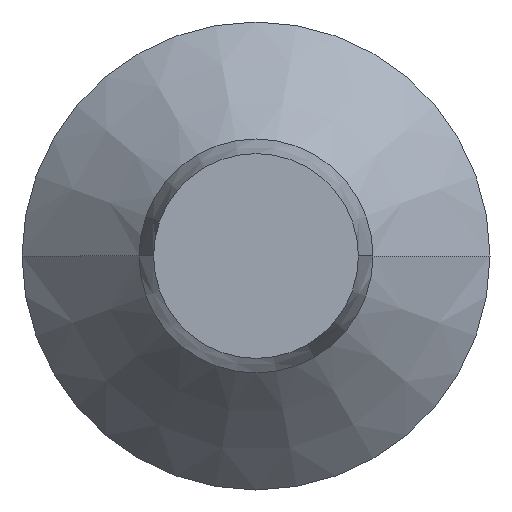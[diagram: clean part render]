
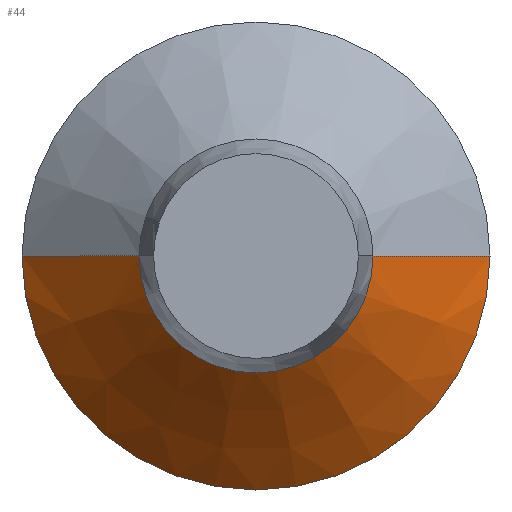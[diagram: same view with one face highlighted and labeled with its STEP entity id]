
A CAD part, front view. The second image highlights one B-rep face of the part: STEP entity #44.
In plain terms, the highlighted conical face has half-angle 45 degrees and reference radius 6 mm.
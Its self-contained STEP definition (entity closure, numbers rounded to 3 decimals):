
#44=ADVANCED_FACE('',(#97),#98,.T.);
#97=FACE_OUTER_BOUND('',#157,.T.);
#98=CONICAL_SURFACE('',#158,6.0,0.785);
#157=EDGE_LOOP('',(#216,#217,#218,#219));
#158=AXIS2_PLACEMENT_3D('',#220,#221,#222);
#216=ORIENTED_EDGE('',*,*,#354,.F.);
#217=ORIENTED_EDGE('',*,*,#355,.F.);
#218=ORIENTED_EDGE('',*,*,#356,.F.);
#219=ORIENTED_EDGE('',*,*,#350,.T.);
#220=CARTESIAN_POINT('',(0.0,22.0,0.));
#221=DIRECTION('',(-0.0,1.0,0.));
#222=DIRECTION('',(1.0,0.0,0.0));
#350=EDGE_CURVE('',#406,#403,#407,.T.);
#354=EDGE_CURVE('',#412,#403,#413,.T.);
#355=EDGE_CURVE('',#414,#412,#415,.T.);
#356=EDGE_CURVE('',#406,#414,#416,.T.);
#403=VERTEX_POINT('',#479);
#406=VERTEX_POINT('',#483);
#407=CIRCLE('',#484,8.0);
#412=VERTEX_POINT('',#490);
#413=LINE('',#491,#492);
#414=VERTEX_POINT('',#493);
#415=CIRCLE('',#494,4.0);
#416=LINE('',#495,#496);
#479=CARTESIAN_POINT('',(8.0,24.0,0.));
#483=CARTESIAN_POINT('',(-8.0,24.0,0.));
#484=AXIS2_PLACEMENT_3D('',#581,#582,#583);
#490=CARTESIAN_POINT('',(4.0,20.0,0.));
#491=CARTESIAN_POINT('',(6.0,22.0,0.));
#492=VECTOR('',#588,1.0);
#493=CARTESIAN_POINT('',(-4.0,20.0,0.));
#494=AXIS2_PLACEMENT_3D('',#589,#590,#591);
#495=CARTESIAN_POINT('',(-6.0,22.0,0.));
#496=VECTOR('',#592,1.0);
#581=CARTESIAN_POINT('',(0.0,24.0,0.));
#582=DIRECTION('',(0.0,-1.0,0.));
#583=DIRECTION('',(1.0,0.0,0.0));
#588=DIRECTION('',(0.707,0.707,0.));
#589=CARTESIAN_POINT('',(0.0,20.0,0.));
#590=DIRECTION('',(0.0,-1.0,0.));
#591=DIRECTION('',(1.0,0.0,0.0));
#592=DIRECTION('',(0.707,-0.707,0.));
